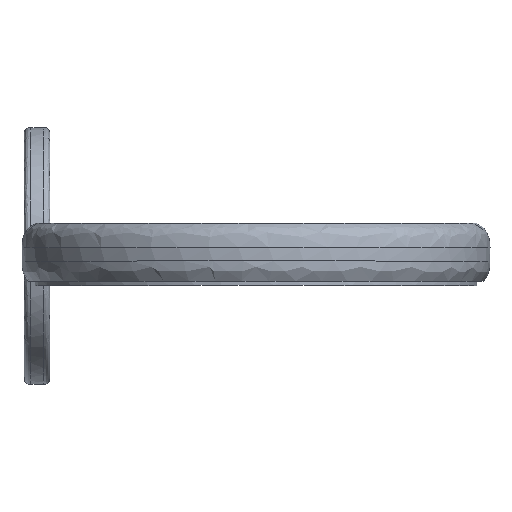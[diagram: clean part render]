
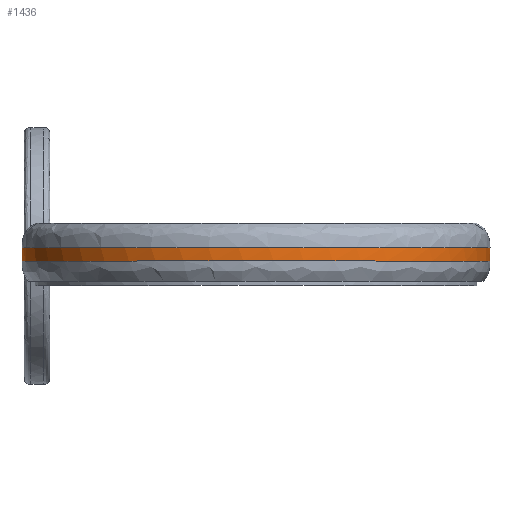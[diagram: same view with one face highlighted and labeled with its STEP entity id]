
A CAD part, top view. The second image highlights one B-rep face of the part: STEP entity #1436.
In plain terms, the highlighted cylindrical face has radius 87.5 mm (diameter 175 mm), a partial arc.
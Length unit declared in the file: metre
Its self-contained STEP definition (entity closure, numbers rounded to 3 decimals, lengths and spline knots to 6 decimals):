
#13=CYLINDRICAL_SURFACE('',#1523,0.0875);
#97=LINE('',#10188,#161);
#102=LINE('',#10273,#166);
#161=VECTOR('',#1633,1.);
#166=VECTOR('',#1642,1.);
#541=ORIENTED_EDGE('',*,*,#810,.F.);
#542=ORIENTED_EDGE('',*,*,#828,.T.);
#543=ORIENTED_EDGE('',*,*,#820,.T.);
#544=ORIENTED_EDGE('',*,*,#829,.T.);
#810=EDGE_CURVE('',#987,#988,#97,.T.);
#820=EDGE_CURVE('',#996,#997,#102,.T.);
#828=EDGE_CURVE('',#987,#996,#1160,.T.);
#829=EDGE_CURVE('',#997,#988,#1161,.T.);
#987=VERTEX_POINT('',#10187);
#988=VERTEX_POINT('',#10189);
#996=VERTEX_POINT('',#10274);
#997=VERTEX_POINT('',#10275);
#1160=B_SPLINE_CURVE_WITH_KNOTS('',3,(#10349,#10350,#10351,#10352,#10353,
#10354,#10355,#10356,#10357,#10358,#10359),.UNSPECIFIED.,.F.,.F.,(4,1,1,
1,1,1,1,1,4),(0.,0.125,0.25,0.375,0.5,0.625,0.75,0.875,1.),
 .UNSPECIFIED.);
#1161=B_SPLINE_CURVE_WITH_KNOTS('',3,(#10360,#10361,#10362,#10363,#10364,
#10365,#10366,#10367,#10368,#10369,#10370),.UNSPECIFIED.,.F.,.F.,(4,1,1,
1,1,1,1,1,4),(0.,0.125,0.25,0.375,0.5,0.625,0.75,0.875,1.),
 .UNSPECIFIED.);
#1240=EDGE_LOOP('',(#541,#542,#543,#544));
#1318=FACE_BOUND('',#1240,.T.);
#1436=ADVANCED_FACE('',(#1318),#13,.T.);
#1523=AXIS2_PLACEMENT_3D('',#10348,#1646,#1647);
#1633=DIRECTION('',(0.,1.,0.));
#1642=DIRECTION('',(0.,1.,0.));
#1646=DIRECTION('',(0.,1.,0.));
#1647=DIRECTION('',(0.,0.,1.));
#10187=CARTESIAN_POINT('',(-0.091644,-0.0025,0.005655));
#10188=CARTESIAN_POINT('',(-0.091644,-0.0125,0.005655));
#10189=CARTESIAN_POINT('',(-0.091644,0.0025,0.005655));
#10273=CARTESIAN_POINT('',(0.083356,-0.0125,0.005655));
#10274=CARTESIAN_POINT('',(0.083356,-0.0025,0.005655));
#10275=CARTESIAN_POINT('',(0.083356,0.0025,0.005655));
#10348=CARTESIAN_POINT('',(-0.004144,-0.0125,0.005655));
#10349=CARTESIAN_POINT('',(-0.091644,-0.0025,0.005655));
#10350=CARTESIAN_POINT('',(-0.091644,-0.0025,0.017109));
#10351=CARTESIAN_POINT('',(-0.087088,-0.0025,0.040011));
#10352=CARTESIAN_POINT('',(-0.067627,-0.0025,0.069138));
#10353=CARTESIAN_POINT('',(-0.0385,-0.0025,0.088599));
#10354=CARTESIAN_POINT('',(-0.004144,-0.0025,0.095433));
#10355=CARTESIAN_POINT('',(0.030213,-0.0025,0.088599));
#10356=CARTESIAN_POINT('',(0.059339,-0.0025,0.069138));
#10357=CARTESIAN_POINT('',(0.0788,-0.0025,0.040011));
#10358=CARTESIAN_POINT('',(0.083356,-0.0025,0.017109));
#10359=CARTESIAN_POINT('',(0.083356,-0.0025,0.005655));
#10360=CARTESIAN_POINT('',(0.083356,0.0025,0.005655));
#10361=CARTESIAN_POINT('',(0.083356,0.0025,0.017109));
#10362=CARTESIAN_POINT('',(0.0788,0.0025,0.040011));
#10363=CARTESIAN_POINT('',(0.059339,0.0025,0.069138));
#10364=CARTESIAN_POINT('',(0.030213,0.0025,0.088599));
#10365=CARTESIAN_POINT('',(-0.004144,0.0025,0.095433));
#10366=CARTESIAN_POINT('',(-0.0385,0.0025,0.088599));
#10367=CARTESIAN_POINT('',(-0.067627,0.0025,0.069138));
#10368=CARTESIAN_POINT('',(-0.087088,0.0025,0.040011));
#10369=CARTESIAN_POINT('',(-0.091644,0.0025,0.017109));
#10370=CARTESIAN_POINT('',(-0.091644,0.0025,0.005655));
